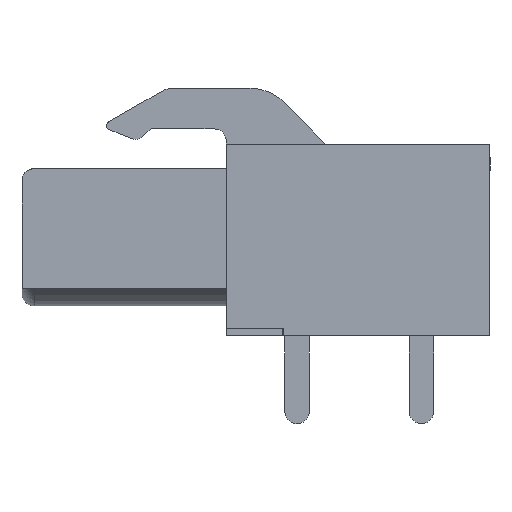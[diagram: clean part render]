
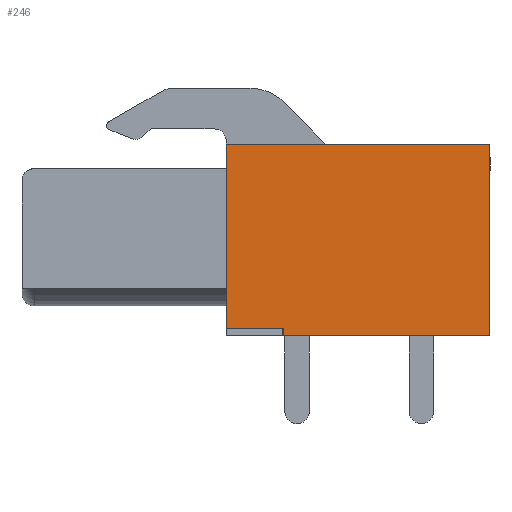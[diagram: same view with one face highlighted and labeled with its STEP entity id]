
A CAD part, left-side view. The second image highlights one B-rep face of the part: STEP entity #246.
In plain terms, the highlighted planar face has unit normal (-1, 0, 0).
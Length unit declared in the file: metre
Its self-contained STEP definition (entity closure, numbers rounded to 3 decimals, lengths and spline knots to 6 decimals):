
#246 = ADVANCED_FACE( '', ( #812 ), #813, .F. );
#812 = FACE_OUTER_BOUND( '', #1571, .T. );
#813 = PLANE( '', #1572 );
#1571 = EDGE_LOOP( '', ( #3522, #3523, #3524, #3525, #3526, #3527 ) );
#1572 = AXIS2_PLACEMENT_3D( '', #3528, #3529, #3530 );
#3522 = ORIENTED_EDGE( '', *, *, #5099, .F. );
#3523 = ORIENTED_EDGE( '', *, *, #5622, .F. );
#3524 = ORIENTED_EDGE( '', *, *, #5629, .F. );
#3525 = ORIENTED_EDGE( '', *, *, #5270, .F. );
#3526 = ORIENTED_EDGE( '', *, *, #5365, .F. );
#3527 = ORIENTED_EDGE( '', *, *, #5296, .F. );
#3528 = CARTESIAN_POINT( '', ( -0.0028, 0.01077, 0.00391 ) );
#3529 = DIRECTION( '', ( 1., 0., 0. ) );
#3530 = DIRECTION( '', ( 0., 1., 0. ) );
#5099 = EDGE_CURVE( '', #6136, #6138, #6139, .T. );
#5270 = EDGE_CURVE( '', #6434, #6436, #6437, .T. );
#5296 = EDGE_CURVE( '', #6138, #6476, #6477, .T. );
#5365 = EDGE_CURVE( '', #6476, #6434, #6588, .T. );
#5622 = EDGE_CURVE( '', #7020, #6136, #7022, .T. );
#5629 = EDGE_CURVE( '', #6436, #7020, #7032, .T. );
#6136 = VERTEX_POINT( '', #7786 );
#6138 = VERTEX_POINT( '', #7789 );
#6139 = LINE( '', #7790, #7791 );
#6434 = VERTEX_POINT( '', #8283 );
#6436 = VERTEX_POINT( '', #8286 );
#6437 = LINE( '', #8287, #8288 );
#6476 = VERTEX_POINT( '', #8352 );
#6477 = LINE( '', #8353, #8354 );
#6588 = LINE( '', #8532, #8533 );
#7020 = VERTEX_POINT( '', #9193 );
#7022 = LINE( '', #9196, #9197 );
#7032 = LINE( '', #9213, #9214 );
#7786 = CARTESIAN_POINT( '', ( -0.0028, 0.01077, -0.00361 ) );
#7789 = CARTESIAN_POINT( '', ( -0.0028, 0.01077, 0.00391 ) );
#7790 = CARTESIAN_POINT( '', ( -0.0028, 0.01077, 0.00391 ) );
#7791 = VECTOR( '', #10123, 1. );
#8283 = CARTESIAN_POINT( '', ( -0.0028, 0., -0.00391 ) );
#8286 = CARTESIAN_POINT( '', ( -0.0028, 0.00845, -0.00391 ) );
#8287 = CARTESIAN_POINT( '', ( -0.0028, 0.00845, -0.00391 ) );
#8288 = VECTOR( '', #10328, 1. );
#8352 = CARTESIAN_POINT( '', ( -0.0028, 0., 0.00391 ) );
#8353 = CARTESIAN_POINT( '', ( -0.0028, 0.01077, 0.00391 ) );
#8354 = VECTOR( '', #10354, 1. );
#8532 = CARTESIAN_POINT( '', ( -0.0028, 0., -0.00391 ) );
#8533 = VECTOR( '', #10425, 1. );
#9193 = CARTESIAN_POINT( '', ( -0.0028, 0.00845, -0.00361 ) );
#9196 = CARTESIAN_POINT( '', ( -0.0028, 0.00845, -0.00361 ) );
#9197 = VECTOR( '', #10736, 1. );
#9213 = CARTESIAN_POINT( '', ( -0.0028, 0.00845, -0.00361 ) );
#9214 = VECTOR( '', #10743, 1. );
#10123 = DIRECTION( '', ( 0., 0., 1. ) );
#10328 = DIRECTION( '', ( 0., 1., 0. ) );
#10354 = DIRECTION( '', ( 0., -1., 0. ) );
#10425 = DIRECTION( '', ( 0., 0., -1. ) );
#10736 = DIRECTION( '', ( 0., 1., 0. ) );
#10743 = DIRECTION( '', ( 0., 0., 1. ) );
